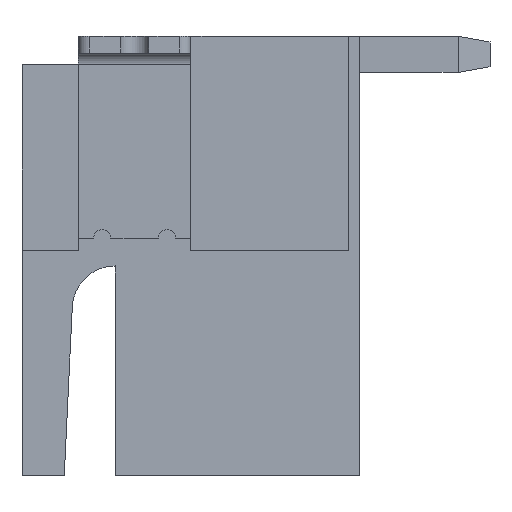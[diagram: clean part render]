
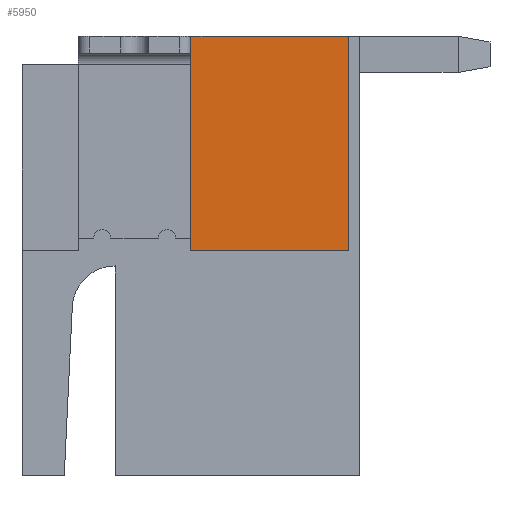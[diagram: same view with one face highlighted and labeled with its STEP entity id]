
A CAD part, left-side view. The second image highlights one B-rep face of the part: STEP entity #5950.
In plain terms, the highlighted planar face has unit normal (-1, 0, 0).
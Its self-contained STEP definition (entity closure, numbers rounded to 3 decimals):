
#10 = DIRECTION ( 'NONE',  ( 0., 0., -1. ) ) ;
#370 = CARTESIAN_POINT ( 'NONE',  ( -7.5, -4.8, 4. ) ) ;
#426 = PLANE ( 'NONE',  #4505 ) ;
#1039 = VERTEX_POINT ( 'NONE', #6195 ) ;
#1720 = ORIENTED_EDGE ( 'NONE', *, *, #4873, .F. ) ;
#2255 = LINE ( 'NONE', #3667, #8468 ) ;
#2323 = VECTOR ( 'NONE', #7289, 1000. ) ;
#2340 = CARTESIAN_POINT ( 'NONE',  ( -7.5, -2.8, 4. ) ) ;
#3185 = ORIENTED_EDGE ( 'NONE', *, *, #6781, .T. ) ;
#3199 = CARTESIAN_POINT ( 'NONE',  ( -7.5, -3., 7.8 ) ) ;
#3319 = CARTESIAN_POINT ( 'NONE',  ( -7.5, 0., 4. ) ) ;
#3551 = VERTEX_POINT ( 'NONE', #6135 ) ;
#3667 = CARTESIAN_POINT ( 'NONE',  ( -7.5, -2.8, 15.8 ) ) ;
#3869 = EDGE_LOOP ( 'NONE', ( #3185, #6029, #5282, #1720 ) ) ;
#4505 = AXIS2_PLACEMENT_3D ( 'NONE', #3199, #5979, #8765 ) ;
#4873 = EDGE_CURVE ( 'NONE', #1039, #3551, #6008, .T. ) ;
#4917 = LINE ( 'NONE', #6235, #8636 ) ;
#5282 = ORIENTED_EDGE ( 'NONE', *, *, #5796, .F. ) ;
#5318 = DIRECTION ( 'NONE',  ( 0., -1., 0. ) ) ;
#5796 = EDGE_CURVE ( 'NONE', #3551, #8624, #2255, .T. ) ;
#5933 = FACE_OUTER_BOUND ( 'NONE', #3869, .T. ) ;
#5950 = ADVANCED_FACE ( 'NONE', ( #5933 ), #426, .F. ) ;
#5979 = DIRECTION ( 'NONE',  ( 1., 0., 0. ) ) ;
#6008 = LINE ( 'NONE', #7505, #7861 ) ;
#6029 = ORIENTED_EDGE ( 'NONE', *, *, #6295, .F. ) ;
#6135 = CARTESIAN_POINT ( 'NONE',  ( -7.5, -2.8, 7.8 ) ) ;
#6195 = CARTESIAN_POINT ( 'NONE',  ( -7.5, 0., 7.8 ) ) ;
#6235 = CARTESIAN_POINT ( 'NONE',  ( -7.5, 0., 7.8 ) ) ;
#6295 = EDGE_CURVE ( 'NONE', #8624, #8008, #6698, .T. ) ;
#6698 = LINE ( 'NONE', #370, #2323 ) ;
#6781 = EDGE_CURVE ( 'NONE', #1039, #8008, #4917, .T. ) ;
#7289 = DIRECTION ( 'NONE',  ( 0., 1., 0. ) ) ;
#7505 = CARTESIAN_POINT ( 'NONE',  ( -7.5, -3., 7.8 ) ) ;
#7861 = VECTOR ( 'NONE', #5318, 1000. ) ;
#8008 = VERTEX_POINT ( 'NONE', #3319 ) ;
#8468 = VECTOR ( 'NONE', #8541, 1000. ) ;
#8541 = DIRECTION ( 'NONE',  ( 0., 0., -1. ) ) ;
#8624 = VERTEX_POINT ( 'NONE', #2340 ) ;
#8636 = VECTOR ( 'NONE', #10, 1000. ) ;
#8765 = DIRECTION ( 'NONE',  ( 0., 0., -1. ) ) ;
